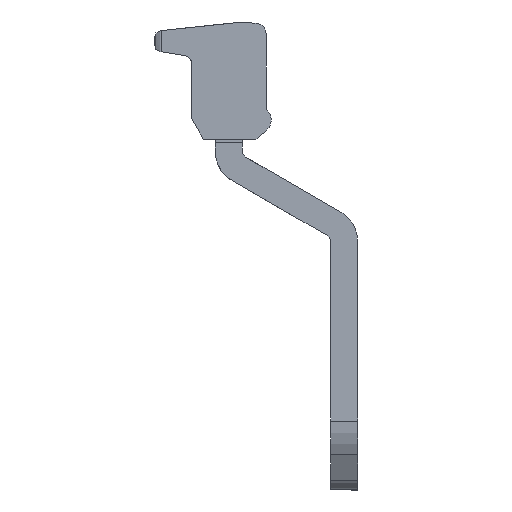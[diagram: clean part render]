
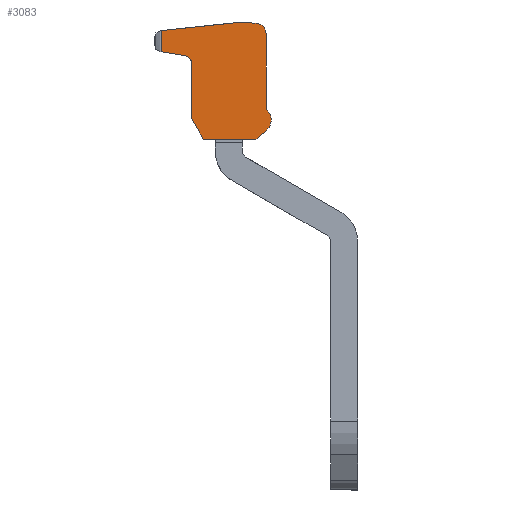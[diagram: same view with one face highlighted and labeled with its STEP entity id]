
A CAD part, left-side view. The second image highlights one B-rep face of the part: STEP entity #3083.
In plain terms, the highlighted planar face has unit normal (-1, 0, 0).
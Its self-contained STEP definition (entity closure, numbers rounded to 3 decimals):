
#252=AXIS2_PLACEMENT_3D('Plane Axis2P3D',#249,#250,#251) ;
#2996=AXIS2_PLACEMENT_3D('Circle Axis2P3D',#2994,#2995,$) ;
#3010=AXIS2_PLACEMENT_3D('Circle Axis2P3D',#3008,#3009,$) ;
#3045=AXIS2_PLACEMENT_3D('Circle Axis2P3D',#3043,#3044,$) ;
#249=CARTESIAN_POINT('Axis2P3D Location',(0.,0.,0.)) ;
#2985=CARTESIAN_POINT('Line Origine',(0.,2.846,10.474)) ;
#2989=CARTESIAN_POINT('Vertex',(0.,3.,10.345)) ;
#2991=CARTESIAN_POINT('Vertex',(0.,2.693,10.603)) ;
#2994=CARTESIAN_POINT('Axis2P3D Location',(0.,2.95,10.909)) ;
#2998=CARTESIAN_POINT('Vertex',(0.,2.7,11.221)) ;
#3001=CARTESIAN_POINT('Line Origine',(0.,2.7,12.339)) ;
#3005=CARTESIAN_POINT('Vertex',(0.,2.7,13.456)) ;
#3008=CARTESIAN_POINT('Axis2P3D Location',(0.,3.,13.456)) ;
#3012=CARTESIAN_POINT('Vertex',(0.,2.969,13.755)) ;
#3015=CARTESIAN_POINT('Line Origine',(0.,3.184,13.777)) ;
#3019=CARTESIAN_POINT('Vertex',(0.,3.4,13.8)) ;
#3022=CARTESIAN_POINT('Line Origine',(0.,4.6,13.674)) ;
#3026=CARTESIAN_POINT('Vertex',(0.,5.8,13.548)) ;
#3029=CARTESIAN_POINT('Line Origine',(0.,5.8,13.237)) ;
#3033=CARTESIAN_POINT('Vertex',(0.,5.8,12.925)) ;
#3036=CARTESIAN_POINT('Line Origine',(0.,5.434,12.864)) ;
#3040=CARTESIAN_POINT('Vertex',(0.,5.067,12.803)) ;
#3043=CARTESIAN_POINT('Axis2P3D Location',(0.,5.1,12.606)) ;
#3047=CARTESIAN_POINT('Vertex',(0.,4.9,12.606)) ;
#3050=CARTESIAN_POINT('Line Origine',(0.,4.9,11.779)) ;
#3054=CARTESIAN_POINT('Vertex',(0.,4.9,10.951)) ;
#3057=CARTESIAN_POINT('Line Origine',(0.,4.725,10.648)) ;
#3061=CARTESIAN_POINT('Vertex',(0.,4.55,10.345)) ;
#3064=CARTESIAN_POINT('Line Origine',(0.,3.775,10.345)) ;
#250=DIRECTION('Axis2P3D Direction',(1.,0.,0.)) ;
#251=DIRECTION('Axis2P3D XDirection',(0.,1.,0.)) ;
#2986=DIRECTION('Vector Direction',(0.,-0.766,0.643)) ;
#2995=DIRECTION('Axis2P3D Direction',(1.,0.,0.)) ;
#3002=DIRECTION('Vector Direction',(0.,0.,-1.)) ;
#3009=DIRECTION('Axis2P3D Direction',(1.,0.,0.)) ;
#3016=DIRECTION('Vector Direction',(0.,-0.995,-0.105)) ;
#3023=DIRECTION('Vector Direction',(0.,0.995,-0.105)) ;
#3030=DIRECTION('Vector Direction',(0.,0.,1.)) ;
#3037=DIRECTION('Vector Direction',(0.,0.986,0.164)) ;
#3044=DIRECTION('Axis2P3D Direction',(1.,0.,0.)) ;
#3051=DIRECTION('Vector Direction',(0.,0.,-1.)) ;
#3058=DIRECTION('Vector Direction',(0.,0.5,0.866)) ;
#3065=DIRECTION('Vector Direction',(0.,1.,0.)) ;
#2987=VECTOR('Line Direction',#2986,1.) ;
#3003=VECTOR('Line Direction',#3002,1.) ;
#3017=VECTOR('Line Direction',#3016,1.) ;
#3024=VECTOR('Line Direction',#3023,1.) ;
#3031=VECTOR('Line Direction',#3030,1.) ;
#3038=VECTOR('Line Direction',#3037,1.) ;
#3052=VECTOR('Line Direction',#3051,1.) ;
#3059=VECTOR('Line Direction',#3058,1.) ;
#3066=VECTOR('Line Direction',#3065,1.) ;
#3070=ORIENTED_EDGE('',*,*,#2993,.T.) ;
#3071=ORIENTED_EDGE('',*,*,#3000,.F.) ;
#3072=ORIENTED_EDGE('',*,*,#3007,.F.) ;
#3073=ORIENTED_EDGE('',*,*,#3014,.F.) ;
#3074=ORIENTED_EDGE('',*,*,#3021,.F.) ;
#3075=ORIENTED_EDGE('',*,*,#3028,.T.) ;
#3076=ORIENTED_EDGE('',*,*,#3035,.F.) ;
#3077=ORIENTED_EDGE('',*,*,#3042,.F.) ;
#3078=ORIENTED_EDGE('',*,*,#3049,.T.) ;
#3079=ORIENTED_EDGE('',*,*,#3056,.T.) ;
#3080=ORIENTED_EDGE('',*,*,#3063,.F.) ;
#3081=ORIENTED_EDGE('',*,*,#3068,.F.) ;
#3083=ADVANCED_FACE('Hauptk\X2\00F6\X0\rper',(#3082),#253,.F.) ;
#2997=CIRCLE('generated circle',#2996,0.4) ;
#3011=CIRCLE('generated circle',#3010,0.3) ;
#3046=CIRCLE('generated circle',#3045,0.2) ;
#2993=EDGE_CURVE('',#2990,#2992,#2988,.T.) ;
#3000=EDGE_CURVE('',#2999,#2992,#2997,.T.) ;
#3007=EDGE_CURVE('',#3006,#2999,#3004,.T.) ;
#3014=EDGE_CURVE('',#3013,#3006,#3011,.T.) ;
#3021=EDGE_CURVE('',#3020,#3013,#3018,.T.) ;
#3028=EDGE_CURVE('',#3020,#3027,#3025,.T.) ;
#3035=EDGE_CURVE('',#3034,#3027,#3032,.T.) ;
#3042=EDGE_CURVE('',#3041,#3034,#3039,.T.) ;
#3049=EDGE_CURVE('',#3041,#3048,#3046,.T.) ;
#3056=EDGE_CURVE('',#3048,#3055,#3053,.T.) ;
#3063=EDGE_CURVE('',#3062,#3055,#3060,.T.) ;
#3068=EDGE_CURVE('',#2990,#3062,#3067,.T.) ;
#3069=EDGE_LOOP('',(#3070,#3071,#3072,#3073,#3074,#3075,#3076,#3077,#3078,#3079,#3080,#3081)) ;
#3082=FACE_OUTER_BOUND('',#3069,.T.) ;
#2988=LINE('Line',#2985,#2987) ;
#3004=LINE('Line',#3001,#3003) ;
#3018=LINE('Line',#3015,#3017) ;
#3025=LINE('Line',#3022,#3024) ;
#3032=LINE('Line',#3029,#3031) ;
#3039=LINE('Line',#3036,#3038) ;
#3053=LINE('Line',#3050,#3052) ;
#3060=LINE('Line',#3057,#3059) ;
#3067=LINE('Line',#3064,#3066) ;
#253=PLANE('',#252) ;
#2990=VERTEX_POINT('',#2989) ;
#2992=VERTEX_POINT('',#2991) ;
#2999=VERTEX_POINT('',#2998) ;
#3006=VERTEX_POINT('',#3005) ;
#3013=VERTEX_POINT('',#3012) ;
#3020=VERTEX_POINT('',#3019) ;
#3027=VERTEX_POINT('',#3026) ;
#3034=VERTEX_POINT('',#3033) ;
#3041=VERTEX_POINT('',#3040) ;
#3048=VERTEX_POINT('',#3047) ;
#3055=VERTEX_POINT('',#3054) ;
#3062=VERTEX_POINT('',#3061) ;
